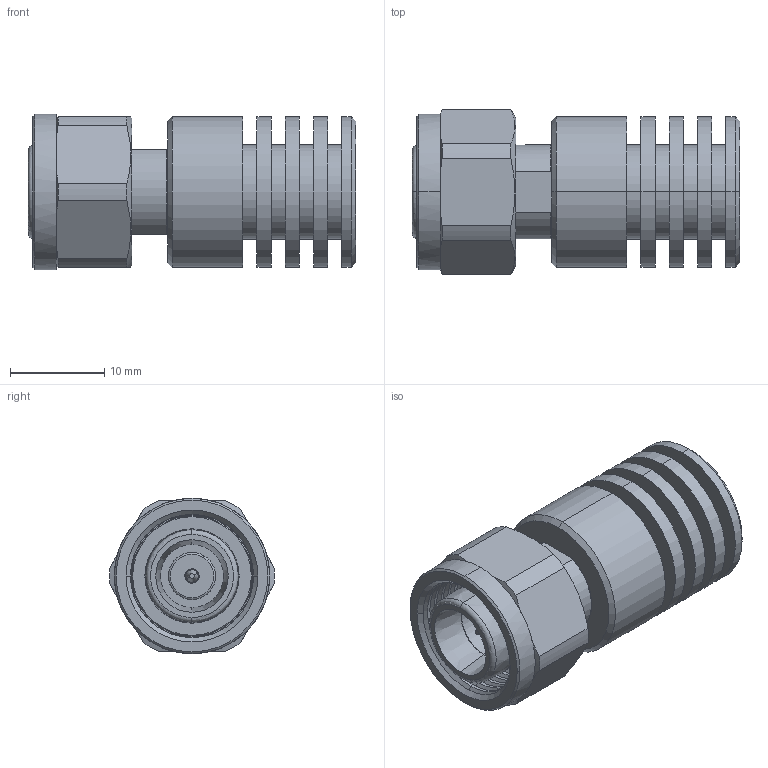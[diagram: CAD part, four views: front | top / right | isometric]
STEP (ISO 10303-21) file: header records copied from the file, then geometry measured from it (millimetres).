
FILE_DESCRIPTION (( 'STEP AP214' ), '1' );
FILE_NAME ('FMTR1162_3D.step', '2023-06-08T13:39:43', ( '' ), ( '' ), 'SwSTEP 2.0', 'SolidWorks 2022', '' );
FILE_SCHEMA (( 'AUTOMOTIVE_DESIGN' ));
Length unit declared in the file: millimetre
Products named in the file (10): connector body^2.2-5 male_FMTR1162 SUBASSY; insulator^2.2-5 male_FMTR1162 SUBASSY; inner o-ring^2.2-5 male_FMTR1162 SUBASSY; pin^2.2-5 male_FMTR1162 SUBASSY; FMTR1162 SUBASSY; hex body^2.2-5 male_FMTR1162 SUBASSY; outer o-ring^2.2-5 male_FMTR1162 SUBASSY; 2.2-5 male^FMTR1162 SUBASSY; FMTR1162_3D; heat sink^FMTR1162 SUBASSY
Assembly tree (9 placements, depth 4):
  FMTR1162_3D
    FMTR1162 SUBASSY
      2.2-5 male^FMTR1162 SUBASSY
        connector body^2.2-5 male_FMTR1162 SUBASSY
        insulator^2.2-5 male_FMTR1162 SUBASSY
        pin^2.2-5 male_FMTR1162 SUBASSY
        inner o-ring^2.2-5 male_FMTR1162 SUBASSY
        outer o-ring^2.2-5 male_FMTR1162 SUBASSY
        hex body^2.2-5 male_FMTR1162 SUBASSY
      heat sink^FMTR1162 SUBASSY
Bounding box: 34.8 x 17.49 x 16.5 mm (x, y, z)
Volume: 5221.1 mm3; surface area: 5413.8 mm2
Topology: 7 solids, 7 shells, 233 faces, 517 edges, 311 vertices
Faces by surface type: cylinder 84, cone 82, plane 42, torus 25
Entity records: 7098 total; most frequent: CARTESIAN_POINT 1366, DIRECTION 1288, ORIENTED_EDGE 1030, AXIS2_PLACEMENT_3D 555, EDGE_CURVE 515, VERTEX_POINT 311, CIRCLE 308, EDGE_LOOP 258
